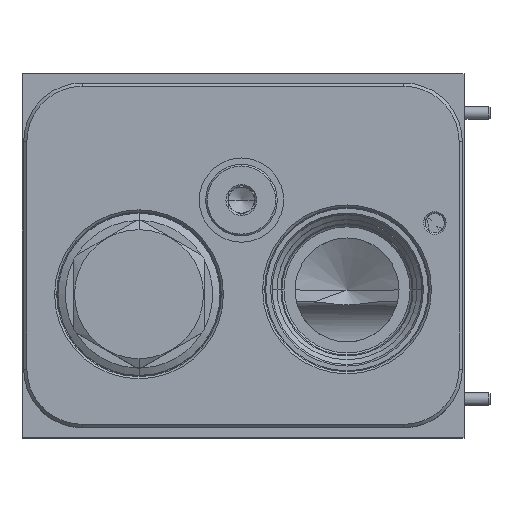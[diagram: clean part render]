
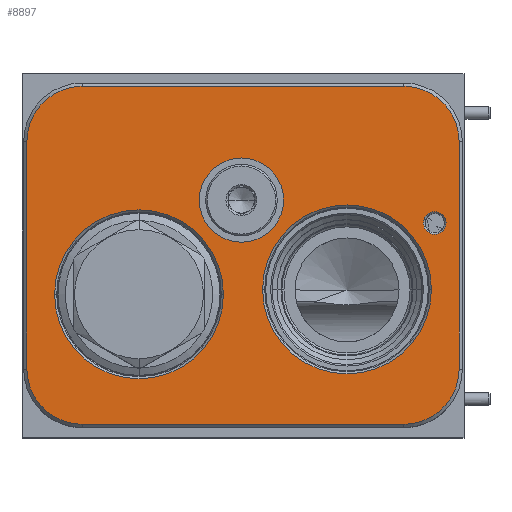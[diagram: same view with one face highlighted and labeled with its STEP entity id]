
A CAD part, top view. The second image highlights one B-rep face of the part: STEP entity #8897.
In plain terms, the highlighted planar face has unit normal (0, 0, 1).
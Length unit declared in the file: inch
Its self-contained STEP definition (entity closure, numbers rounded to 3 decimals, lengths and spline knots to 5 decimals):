
#3077=CARTESIAN_POINT('',(1.125,-2.125,7.625));
#3078=DIRECTION('',(0.,0.,-1.));
#3079=DIRECTION('',(-1.,0.,0.));
#3080=AXIS2_PLACEMENT_3D('',#3077,#3078,#3079);
#3082=CARTESIAN_POINT('',(1.125,-2.125,7.625));
#3083=DIRECTION('',(0.,0.,-1.));
#3084=DIRECTION('',(1.,0.,0.));
#3085=AXIS2_PLACEMENT_3D('',#3082,#3083,#3084);
#3087=CARTESIAN_POINT('',(3.125,-2.078,7.625));
#3088=DIRECTION('',(0.,0.,-1.));
#3089=DIRECTION('',(-1.,0.,0.));
#3090=AXIS2_PLACEMENT_3D('',#3087,#3088,#3089);
#3092=CARTESIAN_POINT('',(3.125,-2.078,7.625));
#3093=DIRECTION('',(0.,0.,-1.));
#3094=DIRECTION('',(1.,0.,0.));
#3095=AXIS2_PLACEMENT_3D('',#3092,#3093,#3094);
#3097=CARTESIAN_POINT('',(2.11,-1.219,7.625));
#3098=DIRECTION('',(0.,0.,-1.));
#3099=DIRECTION('',(-1.,0.,0.));
#3100=AXIS2_PLACEMENT_3D('',#3097,#3098,#3099);
#3102=CARTESIAN_POINT('',(2.11,-1.219,7.625));
#3103=DIRECTION('',(0.,0.,-1.));
#3104=DIRECTION('',(1.,0.,0.));
#3105=AXIS2_PLACEMENT_3D('',#3102,#3103,#3104);
#3107=CARTESIAN_POINT('',(3.969,-1.438,7.625));
#3108=DIRECTION('',(0.,0.,-1.));
#3109=DIRECTION('',(-0.766,0.643,0.));
#3110=AXIS2_PLACEMENT_3D('',#3107,#3108,#3109);
#3112=CARTESIAN_POINT('',(3.969,-1.438,7.625));
#3113=DIRECTION('',(0.,0.,-1.));
#3114=DIRECTION('',(0.766,-0.643,0.));
#3115=AXIS2_PLACEMENT_3D('',#3112,#3113,#3114);
#3795=CARTESIAN_POINT('',(3.672,-2.844,7.625));
#3796=DIRECTION('',(0.,0.,-1.));
#3797=DIRECTION('',(1.,0.,0.));
#3798=AXIS2_PLACEMENT_3D('',#3795,#3796,#3797);
#3809=DIRECTION('',(0.,-1.,0.));
#3810=VECTOR('',#3809,2.188);
#3811=CARTESIAN_POINT('',(4.203,-0.656,7.625));
#3812=LINE('',#3811,#3810);
#3821=CARTESIAN_POINT('',(3.672,-0.656,7.625));
#3822=DIRECTION('',(0.,0.,-1.));
#3823=DIRECTION('',(0.,1.,0.));
#3824=AXIS2_PLACEMENT_3D('',#3821,#3822,#3823);
#3835=DIRECTION('',(1.,0.,0.));
#3836=VECTOR('',#3835,3.094);
#3837=CARTESIAN_POINT('',(0.578,-0.125,7.625));
#3838=LINE('',#3837,#3836);
#3847=CARTESIAN_POINT('',(0.578,-0.656,7.625));
#3848=DIRECTION('',(0.,0.,-1.));
#3849=DIRECTION('',(-1.,0.,0.));
#3850=AXIS2_PLACEMENT_3D('',#3847,#3848,#3849);
#3861=DIRECTION('',(0.,1.,0.));
#3862=VECTOR('',#3861,2.188);
#3863=CARTESIAN_POINT('',(0.047,-2.844,7.625));
#3864=LINE('',#3863,#3862);
#3869=CARTESIAN_POINT('',(0.578,-2.844,7.625));
#3870=DIRECTION('',(0.,0.,-1.));
#3871=DIRECTION('',(0.,-1.,0.));
#3872=AXIS2_PLACEMENT_3D('',#3869,#3870,#3871);
#3887=DIRECTION('',(-1.,0.,0.));
#3888=VECTOR('',#3887,3.094);
#3889=CARTESIAN_POINT('',(3.672,-3.375,7.625));
#3890=LINE('',#3889,#3888);
#6415=CARTESIAN_POINT('',(0.313,-2.125,7.625));
#6416=CARTESIAN_POINT('',(1.937,-2.125,7.625));
#6417=VERTEX_POINT('',#6415);
#6418=VERTEX_POINT('',#6416);
#6479=CARTESIAN_POINT('',(2.313,-2.078,7.625));
#6480=CARTESIAN_POINT('',(3.937,-2.078,7.625));
#6481=VERTEX_POINT('',#6479);
#6482=VERTEX_POINT('',#6480);
#6507=CARTESIAN_POINT('',(1.705,-1.219,7.625));
#6508=CARTESIAN_POINT('',(2.515,-1.219,7.625));
#6509=VERTEX_POINT('',#6507);
#6510=VERTEX_POINT('',#6508);
#6543=CARTESIAN_POINT('',(3.88512,-1.36761,7.625));
#6544=CARTESIAN_POINT('',(4.05288,-1.50839,7.625));
#6545=VERTEX_POINT('',#6543);
#6546=VERTEX_POINT('',#6544);
#6579=CARTESIAN_POINT('',(0.047,-2.844,7.625));
#6580=CARTESIAN_POINT('',(0.047,-0.656,7.625));
#6581=VERTEX_POINT('',#6579);
#6582=VERTEX_POINT('',#6580);
#6587=CARTESIAN_POINT('',(0.578,-0.125,7.625));
#6588=VERTEX_POINT('',#6587);
#6591=CARTESIAN_POINT('',(3.672,-0.125,7.625));
#6592=VERTEX_POINT('',#6591);
#6595=CARTESIAN_POINT('',(4.203,-0.656,7.625));
#6596=VERTEX_POINT('',#6595);
#6599=CARTESIAN_POINT('',(4.203,-2.844,7.625));
#6600=VERTEX_POINT('',#6599);
#6603=CARTESIAN_POINT('',(3.672,-3.375,7.625));
#6604=VERTEX_POINT('',#6603);
#6607=CARTESIAN_POINT('',(0.578,-3.375,7.625));
#6608=VERTEX_POINT('',#6607);
#8851=CARTESIAN_POINT('',(0.,0.,7.625));
#8852=DIRECTION('',(0.,0.,1.));
#8853=DIRECTION('',(1.,0.,0.));
#8854=AXIS2_PLACEMENT_3D('',#8851,#8852,#8853);
#8855=PLANE('',#8854);
#8857=ORIENTED_EDGE('',*,*,#8856,.T.);
#8859=ORIENTED_EDGE('',*,*,#8858,.T.);
#8861=ORIENTED_EDGE('',*,*,#8860,.T.);
#8863=ORIENTED_EDGE('',*,*,#8862,.T.);
#8865=ORIENTED_EDGE('',*,*,#8864,.T.);
#8867=ORIENTED_EDGE('',*,*,#8866,.T.);
#8869=ORIENTED_EDGE('',*,*,#8868,.T.);
#8871=ORIENTED_EDGE('',*,*,#8870,.T.);
#8872=EDGE_LOOP('',(#8857,#8859,#8861,#8863,#8865,#8867,#8869,#8871));
#8873=FACE_OUTER_BOUND('',#8872,.F.);
#8875=ORIENTED_EDGE('',*,*,#8874,.F.);
#8877=ORIENTED_EDGE('',*,*,#8876,.F.);
#8878=EDGE_LOOP('',(#8875,#8877));
#8879=FACE_BOUND('',#8878,.F.);
#8881=ORIENTED_EDGE('',*,*,#8880,.F.);
#8883=ORIENTED_EDGE('',*,*,#8882,.F.);
#8884=EDGE_LOOP('',(#8881,#8883));
#8885=FACE_BOUND('',#8884,.F.);
#8887=ORIENTED_EDGE('',*,*,#8886,.F.);
#8889=ORIENTED_EDGE('',*,*,#8888,.F.);
#8890=EDGE_LOOP('',(#8887,#8889));
#8891=FACE_BOUND('',#8890,.F.);
#8893=ORIENTED_EDGE('',*,*,#8892,.F.);
#8894=ORIENTED_EDGE('',*,*,#8841,.F.);
#8895=EDGE_LOOP('',(#8893,#8894));
#8896=FACE_BOUND('',#8895,.F.);
#8897=ADVANCED_FACE('',(#8873,#8879,#8885,#8891,#8896),#8855,.T.);
#3081=CIRCLE('',#3080,0.812);
#3086=CIRCLE('',#3085,0.812);
#3091=CIRCLE('',#3090,0.812);
#3096=CIRCLE('',#3095,0.812);
#3101=CIRCLE('',#3100,0.405);
#3106=CIRCLE('',#3105,0.405);
#3111=CIRCLE('',#3110,0.1095);
#3116=CIRCLE('',#3115,0.1095);
#3799=CIRCLE('',#3798,0.531);
#3825=CIRCLE('',#3824,0.531);
#3851=CIRCLE('',#3850,0.531);
#3873=CIRCLE('',#3872,0.531);
#8841=EDGE_CURVE('',#6418,#6417,#3086,.T.);
#8856=EDGE_CURVE('',#6600,#6604,#3799,.T.);
#8858=EDGE_CURVE('',#6604,#6608,#3890,.T.);
#8860=EDGE_CURVE('',#6608,#6581,#3873,.T.);
#8862=EDGE_CURVE('',#6581,#6582,#3864,.T.);
#8864=EDGE_CURVE('',#6582,#6588,#3851,.T.);
#8866=EDGE_CURVE('',#6588,#6592,#3838,.T.);
#8868=EDGE_CURVE('',#6592,#6596,#3825,.T.);
#8870=EDGE_CURVE('',#6596,#6600,#3812,.T.);
#8874=EDGE_CURVE('',#6481,#6482,#3091,.T.);
#8876=EDGE_CURVE('',#6482,#6481,#3096,.T.);
#8880=EDGE_CURVE('',#6509,#6510,#3101,.T.);
#8882=EDGE_CURVE('',#6510,#6509,#3106,.T.);
#8886=EDGE_CURVE('',#6545,#6546,#3111,.T.);
#8888=EDGE_CURVE('',#6546,#6545,#3116,.T.);
#8892=EDGE_CURVE('',#6417,#6418,#3081,.T.);
